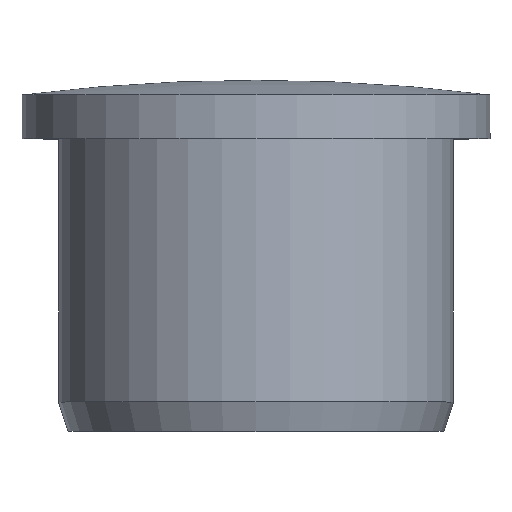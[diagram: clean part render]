
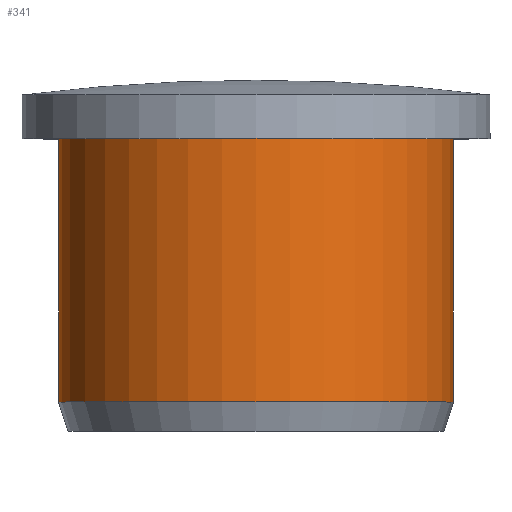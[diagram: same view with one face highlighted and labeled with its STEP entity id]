
A CAD part, top view. The second image highlights one B-rep face of the part: STEP entity #341.
In plain terms, the highlighted cylindrical face has radius 13.5 mm (diameter 27 mm), a partial arc.
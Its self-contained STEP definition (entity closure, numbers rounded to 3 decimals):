
#9 = CARTESIAN_POINT ( 'NONE',  ( 13.5, 23.2, 0. ) ) ;
#17 = AXIS2_PLACEMENT_3D ( 'NONE', #122, #125, #335 ) ;
#18 = DIRECTION ( 'NONE',  ( -1., 0., 0. ) ) ;
#29 = LINE ( 'NONE', #9, #252 ) ;
#67 = EDGE_CURVE ( 'NONE', #130, #395, #366, .T. ) ;
#71 = VERTEX_POINT ( 'NONE', #112 ) ;
#92 = CYLINDRICAL_SURFACE ( 'NONE', #111, 13.5 ) ;
#100 = EDGE_LOOP ( 'NONE', ( #310, #373, #120, #361 ) ) ;
#111 = AXIS2_PLACEMENT_3D ( 'NONE', #148, #394, #359 ) ;
#112 = CARTESIAN_POINT ( 'NONE',  ( -13.5, 20., 0. ) ) ;
#120 = ORIENTED_EDGE ( 'NONE', *, *, #383, .F. ) ;
#122 = CARTESIAN_POINT ( 'NONE',  ( 0., 20., 0. ) ) ;
#125 = DIRECTION ( 'NONE',  ( 0., 1., 0. ) ) ;
#130 = VERTEX_POINT ( 'NONE', #362 ) ;
#139 = DIRECTION ( 'NONE',  ( 0., 1., 0. ) ) ;
#148 = CARTESIAN_POINT ( 'NONE',  ( 0., 23.2, 0. ) ) ;
#159 = VERTEX_POINT ( 'NONE', #174 ) ;
#174 = CARTESIAN_POINT ( 'NONE',  ( 13.5, 20., 0. ) ) ;
#194 = FACE_OUTER_BOUND ( 'NONE', #100, .T. ) ;
#199 = VECTOR ( 'NONE', #139, 1000. ) ;
#209 = EDGE_CURVE ( 'NONE', #130, #71, #400, .T. ) ;
#213 = EDGE_CURVE ( 'NONE', #395, #159, #29, .T. ) ;
#240 = DIRECTION ( 'NONE',  ( 0., 1., 0. ) ) ;
#245 = CARTESIAN_POINT ( 'NONE',  ( 13.5, 2., 0. ) ) ;
#252 = VECTOR ( 'NONE', #258, 1000. ) ;
#258 = DIRECTION ( 'NONE',  ( 0., 1., 0. ) ) ;
#289 = CARTESIAN_POINT ( 'NONE',  ( -13.5, 23.2, 0. ) ) ;
#310 = ORIENTED_EDGE ( 'NONE', *, *, #67, .T. ) ;
#327 = CARTESIAN_POINT ( 'NONE',  ( 0., 2., 0. ) ) ;
#335 = DIRECTION ( 'NONE',  ( -1., 0., 0. ) ) ;
#336 = CIRCLE ( 'NONE', #17, 13.5 ) ;
#341 = ADVANCED_FACE ( 'NONE', ( #194 ), #92, .T. ) ;
#359 = DIRECTION ( 'NONE',  ( -1., 0., 0. ) ) ;
#361 = ORIENTED_EDGE ( 'NONE', *, *, #209, .F. ) ;
#362 = CARTESIAN_POINT ( 'NONE',  ( -13.5, 2., 0. ) ) ;
#366 = CIRCLE ( 'NONE', #386, 13.5 ) ;
#373 = ORIENTED_EDGE ( 'NONE', *, *, #213, .T. ) ;
#383 = EDGE_CURVE ( 'NONE', #71, #159, #336, .T. ) ;
#386 = AXIS2_PLACEMENT_3D ( 'NONE', #327, #240, #18 ) ;
#394 = DIRECTION ( 'NONE',  ( 0., 1., 0. ) ) ;
#395 = VERTEX_POINT ( 'NONE', #245 ) ;
#400 = LINE ( 'NONE', #289, #199 ) ;
